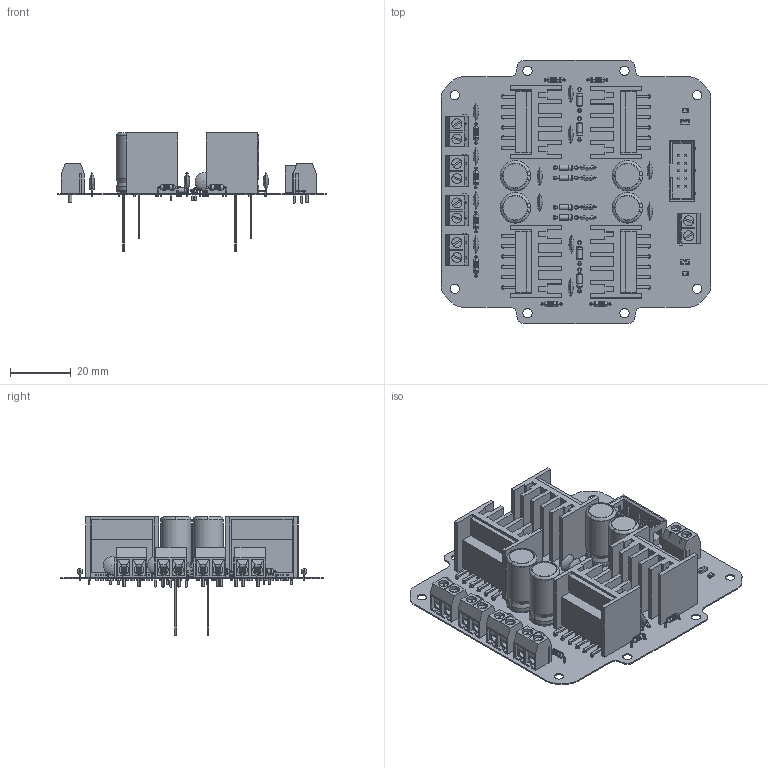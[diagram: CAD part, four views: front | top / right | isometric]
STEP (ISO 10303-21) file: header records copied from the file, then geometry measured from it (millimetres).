
FILE_DESCRIPTION(('Open CASCADE Model'),'2;1');
FILE_NAME('Open CASCADE Shape Model','2021-12-25T08:25:09',('Author'),( 'Open CASCADE'),'Open CASCADE STEP processor 6.8','Open CASCADE 6.8' ,'Unknown');
FILE_SCHEMA(('AUTOMOTIVE_DESIGN { 1 0 10303 214 1 1 1 1 }'));
Length unit declared in the file: millimetre
Products named in the file (88): PCB; Board; Cap3; User_Library-CAP_10X20; User_Library-CAP_10X20_1_1; User_Library-CAP_10X20_2_1; User_Library-CAP_10X20_3_1; User_Library-CAP_10X20_4_1; User_Library-CAP_10X20_5_1; User_Library-CAP_10X20_6_1; User_Library-CAP_10X20_7_1; User_Library-CAP_10X20_8_1; User_Library-CAP_10X20_9_1; User_Library-CAP_10X20_10_1; User_Library-CAP_10X20_11_1; User_Library-CAP_10X20_12_1; DD8; SW3dPS-do_35; DD7; DD6; DD5; DD4; DD3; DD2; DD1; RES1; SW3dPS-1206_SMD_Resistor; Power; User_Library-Terminal-Screw-3A-2way; LED1; User_Library-0805; RES; LED; RRefD4; Res_Normal_(0.25W); RRefD3; RRefD2; RRefD1; RF4; RF3 ...
Assembly tree (261 placements, depth 4):
  PCB
    Board
    Cap3
      User_Library-CAP_10X20
        User_Library-CAP_10X20_1_1
        User_Library-CAP_10X20_2_1
        User_Library-CAP_10X20_3_1
        User_Library-CAP_10X20_4_1
        User_Library-CAP_10X20_5_1
        User_Library-CAP_10X20_6_1
        User_Library-CAP_10X20_7_1
        User_Library-CAP_10X20_8_1
        User_Library-CAP_10X20_9_1
        User_Library-CAP_10X20_10_1
        User_Library-CAP_10X20_11_1
        User_Library-CAP_10X20_12_1
    DD8
      SW3dPS-do_35
    DD7
      SW3dPS-do_35
    DD6
      SW3dPS-do_35
    DD5
      SW3dPS-do_35
    DD4
      SW3dPS-do_35
    DD3
      SW3dPS-do_35
    DD2
      SW3dPS-do_35
    DD1
      SW3dPS-do_35
    RES1
      SW3dPS-1206_SMD_Resistor
    Power
      User_Library-Terminal-Screw-3A-2way
    LED1
      User_Library-0805
    RES
      SW3dPS-1206_SMD_Resistor
    LED
      User_Library-0805
    RRefD4
      Res_Normal_(0.25W)
    RRefD3
      Res_Normal_(0.25W)
    RRefD2
      Res_Normal_(0.25W)
    RRefD1
      Res_Normal_(0.25W)
    RF4
      Res_Normal_(0.25W)
    RF3
      Res_Normal_(0.25W)
    RF2
      Res_Normal_(0.25W)
    RF1
      Res_Normal_(0.25W)
    Motor4
      User_Library-Terminal-Screw-3A-2way
Bounding box: 89 x 87 x 39 mm (x, y, z)
Volume: 30706.9 mm3; surface area: 53148.2 mm2
Topology: 256 solids, 267 shells, 3836 faces, 9272 edges, 5988 vertices
Faces by surface type: plane 2239, cylinder 927, bspline 334, torus 208, sphere 48, revolution 48, cone 32
Full cylindrical faces by diameter (mm): 0.533 x32, 0.635 x32, 0.762 x16, 1.016 x8, 1.05 x8, 1.1 x10, 1.2 x18, 1.219 x44, 1.72 x8, 1.753 x8, 3.1 x8
Entity records: 44990 total; most frequent: CARTESIAN_POINT 10141, DIRECTION 5825, ORIENTED_EDGE 5546, EDGE_CURVE 2805, AXIS2_PLACEMENT_3D 1959, LINE 1901, VECTOR 1901, VERTEX_POINT 1826
